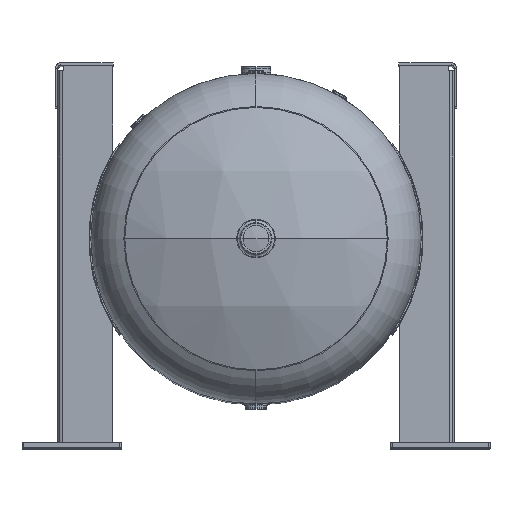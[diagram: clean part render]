
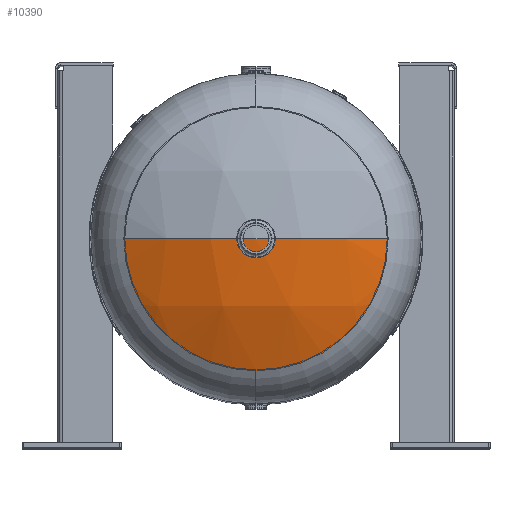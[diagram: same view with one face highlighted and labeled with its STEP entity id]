
A CAD part, top view. The second image highlights one B-rep face of the part: STEP entity #10390.
In plain terms, the highlighted spherical face has radius 685.8 mm.
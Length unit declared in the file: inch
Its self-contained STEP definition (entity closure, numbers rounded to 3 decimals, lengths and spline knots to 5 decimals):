
#834 = AXIS2_PLACEMENT_3D ( 'NONE', #15810, #32399, #7876 ) ;
#2105 = AXIS2_PLACEMENT_3D ( 'NONE', #3346, #8841, #5731 ) ;
#2188 = ORIENTED_EDGE ( 'NONE', *, *, #5804, .F. ) ;
#2474 = ORIENTED_EDGE ( 'NONE', *, *, #7318, .F. ) ;
#2812 = ORIENTED_EDGE ( 'NONE', *, *, #13938, .T. ) ;
#3191 = CARTESIAN_POINT ( 'NONE',  ( 0., -12., 39.18677 ) ) ;
#3346 = CARTESIAN_POINT ( 'NONE',  ( 0., 0., 15. ) ) ;
#4113 = CIRCLE ( 'NONE', #29871, 12. ) ;
#4873 = ORIENTED_EDGE ( 'NONE', *, *, #28015, .F. ) ;
#5285 = FACE_OUTER_BOUND ( 'NONE', #30389, .T. ) ;
#5731 = DIRECTION ( 'NONE',  ( 0., 0., 1. ) ) ;
#5804 = EDGE_CURVE ( 'NONE', #15994, #32551, #27169, .T. ) ;
#6058 = AXIS2_PLACEMENT_3D ( 'NONE', #13421, #33315, #27643 ) ;
#6957 = CARTESIAN_POINT ( 'NONE',  ( 0., 0., 39.18677 ) ) ;
#7318 = EDGE_CURVE ( 'NONE', #32551, #11091, #17717, .T. ) ;
#7876 = DIRECTION ( 'NONE',  ( 1., 0., 0. ) ) ;
#8841 = DIRECTION ( 'NONE',  ( 0., 1., 0. ) ) ;
#9383 = DIRECTION ( 'NONE',  ( 0., 0., -1. ) ) ;
#10044 = AXIS2_PLACEMENT_3D ( 'NONE', #6957, #14723, #11972 ) ;
#10390 = ADVANCED_FACE ( 'NONE', ( #5285 ), #18737, .T. ) ;
#11091 = VERTEX_POINT ( 'NONE', #3191 ) ;
#11972 = DIRECTION ( 'NONE',  ( 0., 1., 0. ) ) ;
#13421 = CARTESIAN_POINT ( 'NONE',  ( 0., 0., 15. ) ) ;
#13938 = EDGE_CURVE ( 'NONE', #15994, #33904, #28263, .T. ) ;
#14723 = DIRECTION ( 'NONE',  ( 0., 0., -1. ) ) ;
#15515 = DIRECTION ( 'NONE',  ( 0., 1., 0. ) ) ;
#15810 = CARTESIAN_POINT ( 'NONE',  ( 0., 0., 15. ) ) ;
#15994 = VERTEX_POINT ( 'NONE', #18040 ) ;
#17717 = CIRCLE ( 'NONE', #10044, 12. ) ;
#18040 = CARTESIAN_POINT ( 'NONE',  ( 0., 0., 42. ) ) ;
#18737 = SPHERICAL_SURFACE ( 'NONE', #834, 27. ) ;
#27169 = CIRCLE ( 'NONE', #2105, 27. ) ;
#27643 = DIRECTION ( 'NONE',  ( 1., 0., 0. ) ) ;
#28015 = EDGE_CURVE ( 'NONE', #11091, #33904, #4113, .T. ) ;
#28263 = CIRCLE ( 'NONE', #6058, 27. ) ;
#29871 = AXIS2_PLACEMENT_3D ( 'NONE', #32269, #9383, #15515 ) ;
#30389 = EDGE_LOOP ( 'NONE', ( #2188, #2812, #4873, #2474 ) ) ;
#32252 = CARTESIAN_POINT ( 'NONE',  ( -12., 0., 39.18677 ) ) ;
#32269 = CARTESIAN_POINT ( 'NONE',  ( 0., 0., 39.18677 ) ) ;
#32399 = DIRECTION ( 'NONE',  ( 0., -1., 0. ) ) ;
#32551 = VERTEX_POINT ( 'NONE', #34962 ) ;
#33315 = DIRECTION ( 'NONE',  ( 0., -1., 0. ) ) ;
#33904 = VERTEX_POINT ( 'NONE', #32252 ) ;
#34962 = CARTESIAN_POINT ( 'NONE',  ( 12., 0., 39.18677 ) ) ;
